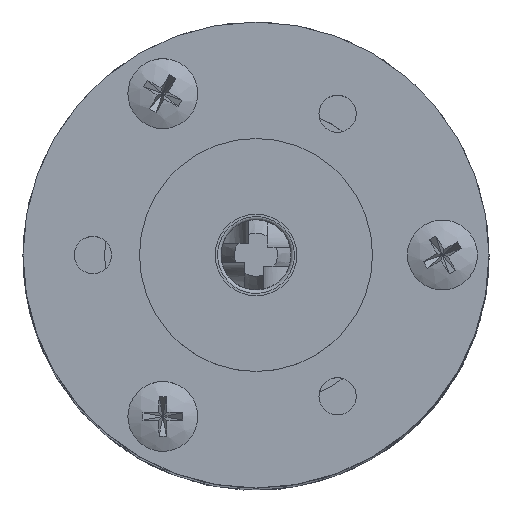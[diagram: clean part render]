
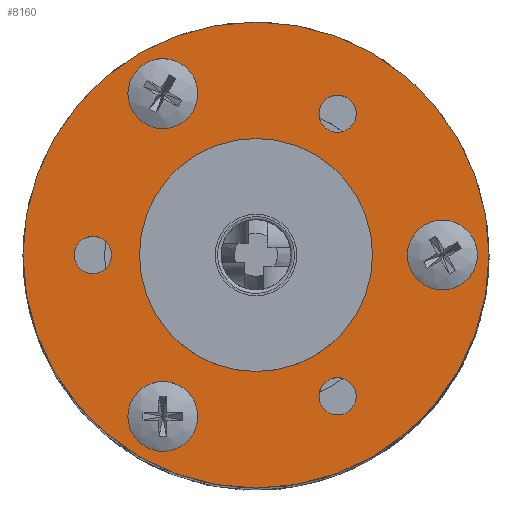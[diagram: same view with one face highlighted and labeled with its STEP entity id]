
A CAD part, top view. The second image highlights one B-rep face of the part: STEP entity #8160.
In plain terms, the highlighted face is planar.
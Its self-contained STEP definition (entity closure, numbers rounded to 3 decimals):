
#101 = CIRCLE ( 'NONE', #10173, 5. ) ;
#131 = VERTEX_POINT ( 'NONE', #4707 ) ;
#184 = DIRECTION ( 'NONE',  ( 0., -1., 0. ) ) ;
#219 = EDGE_LOOP ( 'NONE', ( #10307 ) ) ;
#395 = DIRECTION ( 'NONE',  ( 0., -1., 0. ) ) ;
#418 = CARTESIAN_POINT ( 'NONE',  ( -8.227, 0.9, 4.75 ) ) ;
#494 = VERTEX_POINT ( 'NONE', #418 ) ;
#549 = CIRCLE ( 'NONE', #8453, 0.8 ) ;
#638 = FACE_BOUND ( 'NONE', #6902, .T. ) ;
#682 = EDGE_CURVE ( 'NONE', #131, #131, #3759, .T. ) ;
#975 = ORIENTED_EDGE ( 'NONE', *, *, #1983, .F. ) ;
#1184 = ORIENTED_EDGE ( 'NONE', *, *, #8536, .F. ) ;
#1428 = EDGE_LOOP ( 'NONE', ( #12122 ) ) ;
#1512 = CARTESIAN_POINT ( 'NONE',  ( -6.062, 0.9, -4.3 ) ) ;
#1742 = VERTEX_POINT ( 'NONE', #2715 ) ;
#1983 = EDGE_CURVE ( 'NONE', #494, #494, #14647, .T. ) ;
#2011 = DIRECTION ( 'NONE',  ( 0.866, 0., 0.5 ) ) ;
#2125 = DIRECTION ( 'NONE',  ( 0., -1., 0. ) ) ;
#2386 = EDGE_LOOP ( 'NONE', ( #8791 ) ) ;
#2399 = ORIENTED_EDGE ( 'NONE', *, *, #682, .F. ) ;
#2638 = VERTEX_POINT ( 'NONE', #1512 ) ;
#2715 = CARTESIAN_POINT ( 'NONE',  ( 0., 0.9, -9.5 ) ) ;
#3006 = AXIS2_PLACEMENT_3D ( 'NONE', #8369, #395, #3854 ) ;
#3018 = CARTESIAN_POINT ( 'NONE',  ( 6.062, 0.9, -4.3 ) ) ;
#3572 = EDGE_CURVE ( 'NONE', #5980, #5980, #5167, .T. ) ;
#3691 = CARTESIAN_POINT ( 'NONE',  ( 0., 0.9, -5. ) ) ;
#3759 = CIRCLE ( 'NONE', #12178, 1.5 ) ;
#3854 = DIRECTION ( 'NONE',  ( 0., 0., -1. ) ) ;
#4111 = CARTESIAN_POINT ( 'NONE',  ( 0., 0.9, 0. ) ) ;
#4262 = DIRECTION ( 'NONE',  ( 0., -1., 0. ) ) ;
#4707 = CARTESIAN_POINT ( 'NONE',  ( 8.227, 0.9, 4.75 ) ) ;
#4737 = DIRECTION ( 'NONE',  ( 0., -1., 0. ) ) ;
#4752 = CARTESIAN_POINT ( 'NONE',  ( 0., 0.9, -10. ) ) ;
#4767 = DIRECTION ( 'NONE',  ( 0., 0., -1. ) ) ;
#5074 = PLANE ( 'NONE',  #7289 ) ;
#5167 = CIRCLE ( 'NONE', #3006, 0.8 ) ;
#5226 = DIRECTION ( 'NONE',  ( 0., 0., -1. ) ) ;
#5298 = FACE_BOUND ( 'NONE', #9210, .T. ) ;
#5427 = CIRCLE ( 'NONE', #7334, 0.8 ) ;
#5713 = EDGE_LOOP ( 'NONE', ( #1184 ) ) ;
#5885 = DIRECTION ( 'NONE',  ( 0., -1., 0. ) ) ;
#5980 = VERTEX_POINT ( 'NONE', #7338 ) ;
#6319 = CIRCLE ( 'NONE', #14736, 1.5 ) ;
#6902 = EDGE_LOOP ( 'NONE', ( #2399 ) ) ;
#7289 = AXIS2_PLACEMENT_3D ( 'NONE', #7403, #7479, #5226 ) ;
#7334 = AXIS2_PLACEMENT_3D ( 'NONE', #13022, #5885, #8504 ) ;
#7338 = CARTESIAN_POINT ( 'NONE',  ( 0., 0.9, 6.2 ) ) ;
#7403 = CARTESIAN_POINT ( 'NONE',  ( 5., 0.9, 0. ) ) ;
#7479 = DIRECTION ( 'NONE',  ( 0., -1., 0. ) ) ;
#7536 = VERTEX_POINT ( 'NONE', #3018 ) ;
#7555 = FACE_OUTER_BOUND ( 'NONE', #2386, .T. ) ;
#7790 = CARTESIAN_POINT ( 'NONE',  ( -6.928, 0.9, 4. ) ) ;
#7935 = EDGE_LOOP ( 'NONE', ( #11333 ) ) ;
#8160 = ADVANCED_FACE ( 'NONE', ( #11827, #638, #8603, #9868, #5298, #13048, #7555, #10938 ), #5074, .T. ) ;
#8369 = CARTESIAN_POINT ( 'NONE',  ( 0., 0.9, 7. ) ) ;
#8453 = AXIS2_PLACEMENT_3D ( 'NONE', #11614, #184, #4767 ) ;
#8504 = DIRECTION ( 'NONE',  ( 0., 0., -1. ) ) ;
#8536 = EDGE_CURVE ( 'NONE', #11737, #11737, #101, .T. ) ;
#8603 = FACE_BOUND ( 'NONE', #219, .T. ) ;
#8791 = ORIENTED_EDGE ( 'NONE', *, *, #10356, .T. ) ;
#8906 = DIRECTION ( 'NONE',  ( 0., -1., 0. ) ) ;
#9210 = EDGE_LOOP ( 'NONE', ( #11667 ) ) ;
#9325 = VERTEX_POINT ( 'NONE', #4752 ) ;
#9868 = FACE_BOUND ( 'NONE', #7935, .T. ) ;
#10170 = DIRECTION ( 'NONE',  ( 0., 0., -1. ) ) ;
#10173 = AXIS2_PLACEMENT_3D ( 'NONE', #12440, #2125, #10170 ) ;
#10307 = ORIENTED_EDGE ( 'NONE', *, *, #13230, .F. ) ;
#10356 = EDGE_CURVE ( 'NONE', #9325, #9325, #14554, .T. ) ;
#10443 = CARTESIAN_POINT ( 'NONE',  ( 0., 0.9, -8. ) ) ;
#10938 = FACE_BOUND ( 'NONE', #5713, .T. ) ;
#11181 = EDGE_CURVE ( 'NONE', #2638, #2638, #5427, .T. ) ;
#11265 = AXIS2_PLACEMENT_3D ( 'NONE', #7790, #8906, #12387 ) ;
#11333 = ORIENTED_EDGE ( 'NONE', *, *, #12811, .F. ) ;
#11609 = EDGE_LOOP ( 'NONE', ( #975 ) ) ;
#11614 = CARTESIAN_POINT ( 'NONE',  ( 6.062, 0.9, -3.5 ) ) ;
#11667 = ORIENTED_EDGE ( 'NONE', *, *, #11181, .F. ) ;
#11737 = VERTEX_POINT ( 'NONE', #3691 ) ;
#11827 = FACE_BOUND ( 'NONE', #11609, .T. ) ;
#12122 = ORIENTED_EDGE ( 'NONE', *, *, #3572, .F. ) ;
#12178 = AXIS2_PLACEMENT_3D ( 'NONE', #12329, #4262, #2011 ) ;
#12329 = CARTESIAN_POINT ( 'NONE',  ( 6.928, 0.9, 4. ) ) ;
#12387 = DIRECTION ( 'NONE',  ( -0.866, 0., 0.5 ) ) ;
#12440 = CARTESIAN_POINT ( 'NONE',  ( 0., 0.9, 0. ) ) ;
#12811 = EDGE_CURVE ( 'NONE', #7536, #7536, #549, .T. ) ;
#12863 = DIRECTION ( 'NONE',  ( 0., 0., -1. ) ) ;
#13022 = CARTESIAN_POINT ( 'NONE',  ( -6.062, 0.9, -3.5 ) ) ;
#13048 = FACE_BOUND ( 'NONE', #1428, .T. ) ;
#13230 = EDGE_CURVE ( 'NONE', #1742, #1742, #6319, .T. ) ;
#13587 = AXIS2_PLACEMENT_3D ( 'NONE', #4111, #14666, #14734 ) ;
#14554 = CIRCLE ( 'NONE', #13587, 10. ) ;
#14647 = CIRCLE ( 'NONE', #11265, 1.5 ) ;
#14666 = DIRECTION ( 'NONE',  ( 0., -1., 0. ) ) ;
#14734 = DIRECTION ( 'NONE',  ( 0., 0., -1. ) ) ;
#14736 = AXIS2_PLACEMENT_3D ( 'NONE', #10443, #4737, #12863 ) ;
